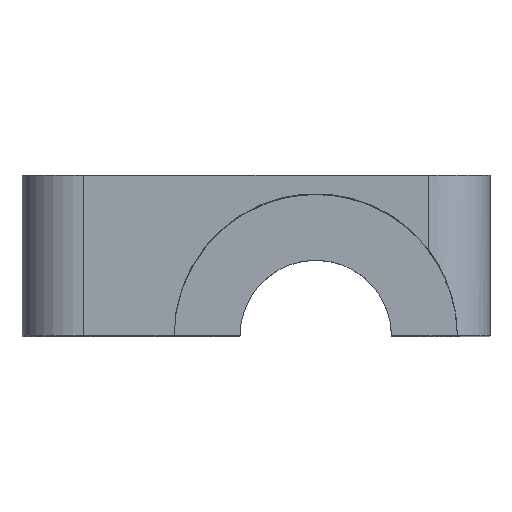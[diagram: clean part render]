
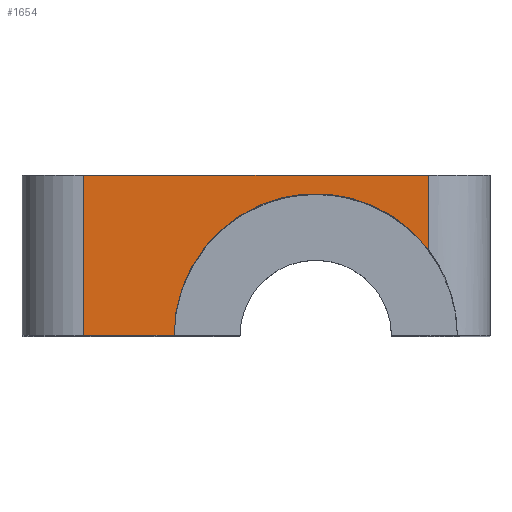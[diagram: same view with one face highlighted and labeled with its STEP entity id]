
A CAD part, top view. The second image highlights one B-rep face of the part: STEP entity #1654.
In plain terms, the highlighted planar face has unit normal (0, 0, 1).
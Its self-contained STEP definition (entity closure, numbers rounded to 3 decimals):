
#23 = DIRECTION ( 'NONE',  ( 0., 0., -1. ) ) ;
#80 = CARTESIAN_POINT ( 'NONE',  ( 14., 13., 37.5 ) ) ;
#110 = VECTOR ( 'NONE', #1143, 1000. ) ;
#141 = EDGE_LOOP ( 'NONE', ( #366, #947, #1023, #959, #1531 ) ) ;
#149 = CARTESIAN_POINT ( 'NONE',  ( -14., 13., 37.5 ) ) ;
#176 = VECTOR ( 'NONE', #1236, 1000. ) ;
#202 = VERTEX_POINT ( 'NONE', #1153 ) ;
#213 = CARTESIAN_POINT ( 'NONE',  ( 4.85, 0., 37.5 ) ) ;
#238 = LINE ( 'NONE', #324, #176 ) ;
#261 = CARTESIAN_POINT ( 'NONE',  ( -14., 0., 37.5 ) ) ;
#324 = CARTESIAN_POINT ( 'NONE',  ( -19., 13., 37.5 ) ) ;
#366 = ORIENTED_EDGE ( 'NONE', *, *, #1190, .F. ) ;
#371 = LINE ( 'NONE', #635, #110 ) ;
#425 = VERTEX_POINT ( 'NONE', #149 ) ;
#457 = FACE_OUTER_BOUND ( 'NONE', #141, .T. ) ;
#478 = DIRECTION ( 'NONE',  ( 0., -1., 0. ) ) ;
#487 = VECTOR ( 'NONE', #620, 1000. ) ;
#488 = DIRECTION ( 'NONE',  ( 0., 0., 1. ) ) ;
#534 = LINE ( 'NONE', #1240, #611 ) ;
#593 = CARTESIAN_POINT ( 'NONE',  ( -19., 0., 37.5 ) ) ;
#611 = VECTOR ( 'NONE', #478, 1000. ) ;
#620 = DIRECTION ( 'NONE',  ( 1., 0., 0. ) ) ;
#635 = CARTESIAN_POINT ( 'NONE',  ( 14., 13., 37.5 ) ) ;
#679 = DIRECTION ( 'NONE',  ( -1., 0., 0. ) ) ;
#736 = EDGE_CURVE ( 'NONE', #1509, #202, #1269, .T. ) ;
#791 = AXIS2_PLACEMENT_3D ( 'NONE', #1593, #23, #679 ) ;
#799 = VERTEX_POINT ( 'NONE', #80 ) ;
#947 = ORIENTED_EDGE ( 'NONE', *, *, #1156, .T. ) ;
#959 = ORIENTED_EDGE ( 'NONE', *, *, #1217, .F. ) ;
#994 = DIRECTION ( 'NONE',  ( -1., 0., 0. ) ) ;
#1023 = ORIENTED_EDGE ( 'NONE', *, *, #736, .T. ) ;
#1143 = DIRECTION ( 'NONE',  ( 0., 1., 0. ) ) ;
#1153 = CARTESIAN_POINT ( 'NONE',  ( -6.65, 0., 37.5 ) ) ;
#1156 = EDGE_CURVE ( 'NONE', #425, #1509, #534, .T. ) ;
#1190 = EDGE_CURVE ( 'NONE', #425, #799, #238, .T. ) ;
#1217 = EDGE_CURVE ( 'NONE', #1261, #202, #1700, .T. ) ;
#1236 = DIRECTION ( 'NONE',  ( 1., 0., 0. ) ) ;
#1240 = CARTESIAN_POINT ( 'NONE',  ( -14., 13., 37.5 ) ) ;
#1261 = VERTEX_POINT ( 'NONE', #1263 ) ;
#1263 = CARTESIAN_POINT ( 'NONE',  ( 14., 6.966, 37.5 ) ) ;
#1269 = LINE ( 'NONE', #593, #487 ) ;
#1428 = EDGE_CURVE ( 'NONE', #1261, #799, #371, .T. ) ;
#1456 = PLANE ( 'NONE',  #791 ) ;
#1509 = VERTEX_POINT ( 'NONE', #261 ) ;
#1531 = ORIENTED_EDGE ( 'NONE', *, *, #1428, .T. ) ;
#1555 = AXIS2_PLACEMENT_3D ( 'NONE', #213, #488, #994 ) ;
#1593 = CARTESIAN_POINT ( 'NONE',  ( -19., 13., 37.5 ) ) ;
#1654 = ADVANCED_FACE ( 'NONE', ( #457 ), #1456, .F. ) ;
#1700 = CIRCLE ( 'NONE', #1555, 11.5 ) ;
